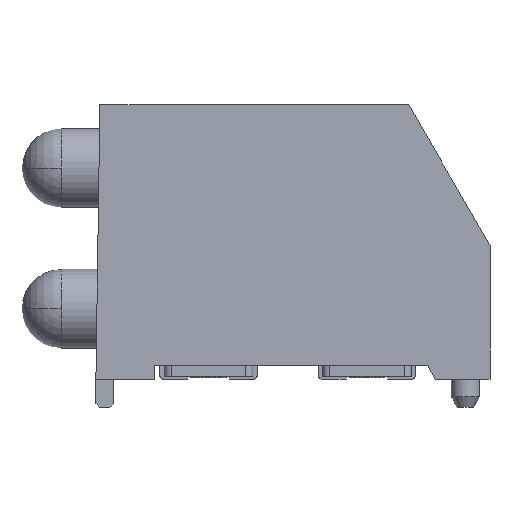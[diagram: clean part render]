
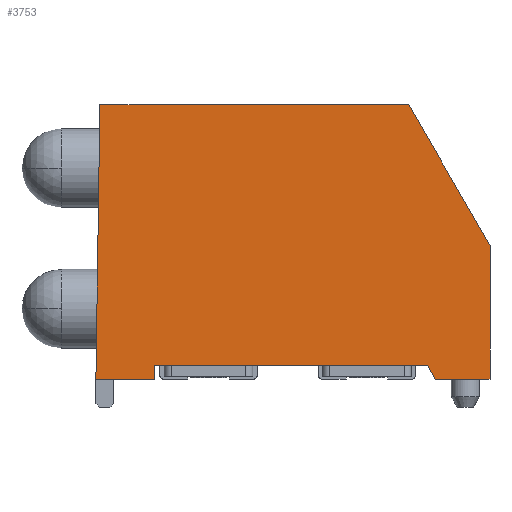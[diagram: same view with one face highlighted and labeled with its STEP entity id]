
A CAD part, front view. The second image highlights one B-rep face of the part: STEP entity #3753.
In plain terms, the highlighted planar face has unit normal (0, -1, 0).
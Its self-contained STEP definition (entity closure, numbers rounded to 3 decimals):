
#3351=CARTESIAN_POINT('',(-6.921,-2.159,0.));
#3352=VERTEX_POINT('',#3351);
#3359=CARTESIAN_POINT('',(-6.776,-2.159,9.906));
#3360=VERTEX_POINT('',#3359);
#3361=CARTESIAN_POINT('',(-6.921,-2.159,0.));
#3362=DIRECTION('',(0.015,0.0,1.));
#3363=VECTOR('',#3362,9.907);
#3364=LINE('',#3361,#3363);
#3365=EDGE_CURVE('',#3352,#3360,#3364,.T.);
#3511=CARTESIAN_POINT('',(-4.813,-2.159,0.));
#3512=VERTEX_POINT('',#3511);
#3519=CARTESIAN_POINT('',(-4.813,-2.159,0.));
#3520=DIRECTION('',(-1.0,0.0,0.0));
#3521=VECTOR('',#3520,2.108);
#3522=LINE('',#3519,#3521);
#3523=EDGE_CURVE('',#3512,#3352,#3522,.T.);
#3542=CARTESIAN_POINT('',(-4.813,-2.159,0.508));
#3543=VERTEX_POINT('',#3542);
#3550=CARTESIAN_POINT('',(-4.813,-2.159,0.508));
#3551=DIRECTION('',(0.0,0.0,-1.0));
#3552=VECTOR('',#3551,0.508);
#3553=LINE('',#3550,#3552);
#3554=EDGE_CURVE('',#3543,#3512,#3553,.T.);
#3573=CARTESIAN_POINT('',(5.044,-2.159,0.508));
#3574=VERTEX_POINT('',#3573);
#3581=CARTESIAN_POINT('',(5.044,-2.159,0.508));
#3582=DIRECTION('',(-1.0,0.0,0.0));
#3583=VECTOR('',#3582,9.858);
#3584=LINE('',#3581,#3583);
#3585=EDGE_CURVE('',#3574,#3543,#3584,.T.);
#3604=CARTESIAN_POINT('',(5.338,-2.159,0.));
#3605=VERTEX_POINT('',#3604);
#3612=CARTESIAN_POINT('',(5.338,-2.159,0.));
#3613=DIRECTION('',(-0.5,0.0,0.866));
#3614=VECTOR('',#3613,0.587);
#3615=LINE('',#3612,#3614);
#3616=EDGE_CURVE('',#3605,#3574,#3615,.T.);
#3635=CARTESIAN_POINT('',(7.303,-2.159,0.));
#3636=VERTEX_POINT('',#3635);
#3643=CARTESIAN_POINT('',(7.303,-2.159,0.));
#3644=DIRECTION('',(-1.0,0.0,0.0));
#3645=VECTOR('',#3644,1.965);
#3646=LINE('',#3643,#3645);
#3647=EDGE_CURVE('',#3636,#3605,#3646,.T.);
#3666=CARTESIAN_POINT('',(7.303,-2.159,4.826));
#3667=VERTEX_POINT('',#3666);
#3674=CARTESIAN_POINT('',(7.303,-2.159,4.826));
#3675=DIRECTION('',(0.0,0.0,-1.0));
#3676=VECTOR('',#3675,4.826);
#3677=LINE('',#3674,#3676);
#3678=EDGE_CURVE('',#3667,#3636,#3677,.T.);
#3697=CARTESIAN_POINT('',(4.37,-2.159,9.906));
#3698=VERTEX_POINT('',#3697);
#3705=CARTESIAN_POINT('',(4.37,-2.159,9.906));
#3706=DIRECTION('',(0.5,0.0,-0.866));
#3707=VECTOR('',#3706,5.866);
#3708=LINE('',#3705,#3707);
#3709=EDGE_CURVE('',#3698,#3667,#3708,.T.);
#3727=CARTESIAN_POINT('',(-6.776,-2.159,9.906));
#3728=DIRECTION('',(1.0,0.0,0.0));
#3729=VECTOR('',#3728,11.146);
#3730=LINE('',#3727,#3729);
#3731=EDGE_CURVE('',#3360,#3698,#3730,.T.);
#3737=CARTESIAN_POINT('',(-0.214,-2.159,4.696));
#3738=DIRECTION('',(0.0,1.0,0.0));
#3739=DIRECTION('',(0.0,0.0,1.0));
#3740=AXIS2_PLACEMENT_3D('',#3737,#3738,#3739);
#3741=PLANE('',#3740);
#3742=ORIENTED_EDGE('',*,*,#3523,.F.);
#3743=ORIENTED_EDGE('',*,*,#3554,.F.);
#3744=ORIENTED_EDGE('',*,*,#3585,.F.);
#3745=ORIENTED_EDGE('',*,*,#3616,.F.);
#3746=ORIENTED_EDGE('',*,*,#3647,.F.);
#3747=ORIENTED_EDGE('',*,*,#3678,.F.);
#3748=ORIENTED_EDGE('',*,*,#3709,.F.);
#3749=ORIENTED_EDGE('',*,*,#3731,.F.);
#3750=ORIENTED_EDGE('',*,*,#3365,.F.);
#3751=EDGE_LOOP('',(#3742,#3743,#3744,#3745,#3746,#3747,#3748,#3749,#3750));
#3752=FACE_OUTER_BOUND('',#3751,.T.);
#3753=ADVANCED_FACE('',(#3752),#3741,.F.);
